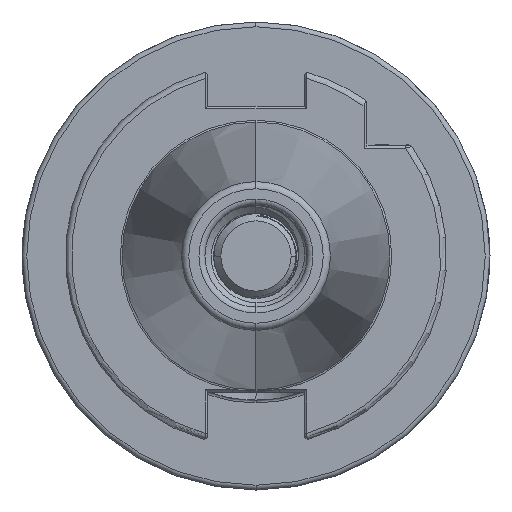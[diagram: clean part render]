
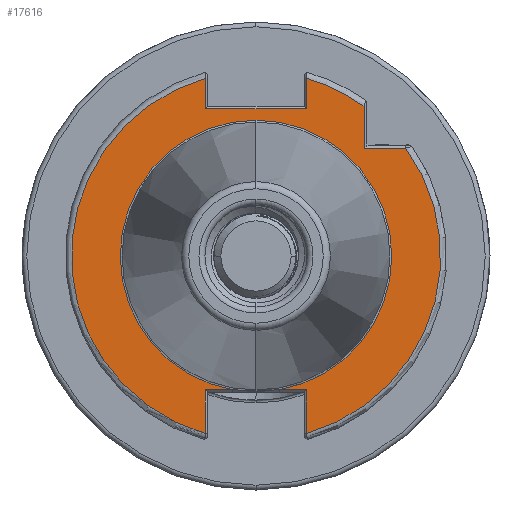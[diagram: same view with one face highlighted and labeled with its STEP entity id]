
A CAD part, left-side view. The second image highlights one B-rep face of the part: STEP entity #17616.
In plain terms, the highlighted planar face has unit normal (-1, 0, 0).
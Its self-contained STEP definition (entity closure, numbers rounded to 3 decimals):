
#872 = FACE_OUTER_BOUND ( 'NONE', #16701, .T. ) ;
#2314 = CARTESIAN_POINT ( 'NONE',  ( 0., 0., 0. ) ) ;
#2315 = DIRECTION ( 'NONE',  ( 1., 0., 0. ) ) ;
#2316 = DIRECTION ( 'NONE',  ( 0., 0., -1. ) ) ;
#3347 = CARTESIAN_POINT ( 'NONE',  ( 0., 0., 22.627 ) ) ;
#3418 = CARTESIAN_POINT ( 'NONE',  ( 0., -3.833, -22.3 ) ) ;
#3673 = CARTESIAN_POINT ( 'NONE',  ( 0., 8.451, -29.592 ) ) ;
#3678 = CARTESIAN_POINT ( 'NONE',  ( 0., -8.335, 29.625 ) ) ;
#3681 = CARTESIAN_POINT ( 'NONE',  ( 0., -24.962, 18. ) ) ;
#3685 = CARTESIAN_POINT ( 'NONE',  ( 0., 8.335, 29.625 ) ) ;
#3687 = CARTESIAN_POINT ( 'NONE',  ( 0., 3.833, -22.3 ) ) ;
#3741 = CARTESIAN_POINT ( 'NONE',  ( 0., 8.335, 24.5 ) ) ;
#3742 = CARTESIAN_POINT ( 'NONE',  ( 0., -18., 24.962 ) ) ;
#3778 = CARTESIAN_POINT ( 'NONE',  ( 0., -18., 18. ) ) ;
#3781 = CARTESIAN_POINT ( 'NONE',  ( 0., -8.451, -22.3 ) ) ;
#3782 = CARTESIAN_POINT ( 'NONE',  ( 0., 8.451, -22.3 ) ) ;
#3790 = CARTESIAN_POINT ( 'NONE',  ( 0., -8.451, -29.592 ) ) ;
#3804 = CARTESIAN_POINT ( 'NONE',  ( 0., -8.335, 24.5 ) ) ;
#9124 = CARTESIAN_POINT ( 'NONE',  ( 0., 8.335, 29.704 ) ) ;
#9154 = DIRECTION ( 'NONE',  ( 0., 0., 1. ) ) ;
#9190 = CARTESIAN_POINT ( 'NONE',  ( 0., -18.5, 18. ) ) ;
#9195 = DIRECTION ( 'NONE',  ( 0., 1., 0. ) ) ;
#9207 = DIRECTION ( 'NONE',  ( 0., 0., -1. ) ) ;
#9214 = CARTESIAN_POINT ( 'NONE',  ( 0., 0., 0. ) ) ;
#9216 = DIRECTION ( 'NONE',  ( -1., 0., 0. ) ) ;
#11563 = CARTESIAN_POINT ( 'NONE',  ( 0., 22.692, 0. ) ) ;
#11567 = DIRECTION ( 'NONE',  ( 0., 0., -1. ) ) ;
#11612 = DIRECTION ( 'NONE',  ( 1., 0., 0. ) ) ;
#11624 = PLANE ( 'NONE',  #15112 ) ;
#14969 = AXIS2_PLACEMENT_3D ( 'NONE', #2314, #2315, #2316 ) ;
#15112 = AXIS2_PLACEMENT_3D ( 'NONE', #11563, #11612, #11567 ) ;
#16333 = CIRCLE ( 'NONE', #14969, 22.627 ) ;
#16701 = EDGE_LOOP ( 'NONE', ( #17220, #17241, #17281, #17185, #17228, #17243, #17170, #17161, #17157, #17257, #17158, #17203, #17255, #17160 ) ) ;
#17157 = ORIENTED_EDGE ( 'NONE', *, *, #28189, .T. ) ;
#17158 = ORIENTED_EDGE ( 'NONE', *, *, #27691, .T. ) ;
#17160 = ORIENTED_EDGE ( 'NONE', *, *, #28201, .T. ) ;
#17161 = ORIENTED_EDGE ( 'NONE', *, *, #28131, .T. ) ;
#17170 = ORIENTED_EDGE ( 'NONE', *, *, #28165, .T. ) ;
#17185 = ORIENTED_EDGE ( 'NONE', *, *, #28114, .T. ) ;
#17203 = ORIENTED_EDGE ( 'NONE', *, *, #28156, .T. ) ;
#17220 = ORIENTED_EDGE ( 'NONE', *, *, #28211, .T. ) ;
#17228 = ORIENTED_EDGE ( 'NONE', *, *, #28126, .T. ) ;
#17241 = ORIENTED_EDGE ( 'NONE', *, *, #28154, .T. ) ;
#17243 = ORIENTED_EDGE ( 'NONE', *, *, #28196, .T. ) ;
#17255 = ORIENTED_EDGE ( 'NONE', *, *, #28116, .T. ) ;
#17257 = ORIENTED_EDGE ( 'NONE', *, *, #28162, .T. ) ;
#17281 = ORIENTED_EDGE ( 'NONE', *, *, #28155, .T. ) ;
#17616 = ADVANCED_FACE ( 'NONE', ( #872 ), #11624, .F. ) ;
#19402 = CARTESIAN_POINT ( 'NONE',  ( 0., 22.692, -22.3 ) ) ;
#19422 = DIRECTION ( 'NONE',  ( 0., -1., 0. ) ) ;
#19468 = DIRECTION ( 'NONE',  ( 0., 0., -1. ) ) ;
#19478 = CARTESIAN_POINT ( 'NONE',  ( 0., -18., 24.594 ) ) ;
#19486 = DIRECTION ( 'NONE',  ( 0., 0., 1. ) ) ;
#19487 = DIRECTION ( 'NONE',  ( 0., -1., 0. ) ) ;
#19493 = DIRECTION ( 'NONE',  ( -1., 0., 0. ) ) ;
#19499 = CARTESIAN_POINT ( 'NONE',  ( 0., 0., 0. ) ) ;
#19509 = CARTESIAN_POINT ( 'NONE',  ( 0., 22.692, -22.3 ) ) ;
#19521 = CARTESIAN_POINT ( 'NONE',  ( 0., 0., 0. ) ) ;
#19530 = DIRECTION ( 'NONE',  ( -1., 0., 0. ) ) ;
#19531 = DIRECTION ( 'NONE',  ( 1., 0., 0. ) ) ;
#19532 = DIRECTION ( 'NONE',  ( 0., 0., -1. ) ) ;
#19535 = DIRECTION ( 'NONE',  ( 0., 0., -1. ) ) ;
#19562 = CARTESIAN_POINT ( 'NONE',  ( 0., 0., 0. ) ) ;
#20159 = DIRECTION ( 'NONE',  ( 0., 0., -1. ) ) ;
#20162 = CARTESIAN_POINT ( 'NONE',  ( 0., -8.451, 0. ) ) ;
#20170 = CARTESIAN_POINT ( 'NONE',  ( 0., -8.335, 25. ) ) ;
#20187 = DIRECTION ( 'NONE',  ( 0., 0., -1. ) ) ;
#20200 = CARTESIAN_POINT ( 'NONE',  ( 0., 8.451, 0. ) ) ;
#20201 = DIRECTION ( 'NONE',  ( 0., 0., 1. ) ) ;
#20228 = CARTESIAN_POINT ( 'NONE',  ( 0., 8.05, 24.5 ) ) ;
#20233 = DIRECTION ( 'NONE',  ( 0., 1., 0. ) ) ;
#20543 = VECTOR ( 'NONE', #19422, 1000. ) ;
#20548 = VECTOR ( 'NONE', #9154, 1000. ) ;
#20552 = LINE ( 'NONE', #19509, #20557 ) ;
#20554 = CIRCLE ( 'NONE', #30829, 30.775 ) ;
#20557 = VECTOR ( 'NONE', #19487, 1000. ) ;
#20559 = CIRCLE ( 'NONE', #30834, 22.627 ) ;
#20567 = CIRCLE ( 'NONE', #30893, 30.775 ) ;
#20570 = VECTOR ( 'NONE', #9195, 1000. ) ;
#20578 = LINE ( 'NONE', #19478, #20588 ) ;
#20582 = LINE ( 'NONE', #9190, #20570 ) ;
#20588 = VECTOR ( 'NONE', #19486, 1000. ) ;
#20592 = CIRCLE ( 'NONE', #30830, 30.775 ) ;
#20594 = LINE ( 'NONE', #19402, #20543 ) ;
#20597 = LINE ( 'NONE', #9124, #20548 ) ;
#21024 = VECTOR ( 'NONE', #20233, 1000. ) ;
#21032 = LINE ( 'NONE', #20162, #21040 ) ;
#21040 = VECTOR ( 'NONE', #20187, 1000. ) ;
#21043 = VECTOR ( 'NONE', #20159, 1000. ) ;
#21049 = LINE ( 'NONE', #20228, #21024 ) ;
#21050 = LINE ( 'NONE', #20200, #21051 ) ;
#21051 = VECTOR ( 'NONE', #20201, 1000. ) ;
#21058 = LINE ( 'NONE', #20170, #21043 ) ;
#24147 = VERTEX_POINT ( 'NONE', #3347 ) ;
#24293 = VERTEX_POINT ( 'NONE', #3418 ) ;
#26107 = VERTEX_POINT ( 'NONE', #3687 ) ;
#26118 = VERTEX_POINT ( 'NONE', #3673 ) ;
#26120 = VERTEX_POINT ( 'NONE', #3681 ) ;
#26138 = VERTEX_POINT ( 'NONE', #3678 ) ;
#26141 = VERTEX_POINT ( 'NONE', #3685 ) ;
#26155 = VERTEX_POINT ( 'NONE', #3782 ) ;
#26169 = VERTEX_POINT ( 'NONE', #3778 ) ;
#26170 = VERTEX_POINT ( 'NONE', #3741 ) ;
#26172 = VERTEX_POINT ( 'NONE', #3742 ) ;
#26178 = VERTEX_POINT ( 'NONE', #3781 ) ;
#26211 = VERTEX_POINT ( 'NONE', #3804 ) ;
#26224 = VERTEX_POINT ( 'NONE', #3790 ) ;
#27691 = EDGE_CURVE ( 'NONE', #24147, #24293, #16333, .T. ) ;
#28114 = EDGE_CURVE ( 'NONE', #26138, #26211, #21058, .T. ) ;
#28116 = EDGE_CURVE ( 'NONE', #26178, #26224, #21032, .T. ) ;
#28126 = EDGE_CURVE ( 'NONE', #26211, #26170, #21049, .T. ) ;
#28131 = EDGE_CURVE ( 'NONE', #26118, #26155, #21050, .T. ) ;
#28154 = EDGE_CURVE ( 'NONE', #26169, #26172, #20578, .T. ) ;
#28155 = EDGE_CURVE ( 'NONE', #26172, #26138, #20554, .T. ) ;
#28156 = EDGE_CURVE ( 'NONE', #24293, #26178, #20552, .T. ) ;
#28162 = EDGE_CURVE ( 'NONE', #26107, #24147, #20559, .T. ) ;
#28165 = EDGE_CURVE ( 'NONE', #26141, #26118, #20592, .T. ) ;
#28189 = EDGE_CURVE ( 'NONE', #26155, #26107, #20594, .T. ) ;
#28196 = EDGE_CURVE ( 'NONE', #26170, #26141, #20597, .T. ) ;
#28201 = EDGE_CURVE ( 'NONE', #26224, #26120, #20567, .T. ) ;
#28211 = EDGE_CURVE ( 'NONE', #26120, #26169, #20582, .T. ) ;
#30829 = AXIS2_PLACEMENT_3D ( 'NONE', #19499, #19493, #19468 ) ;
#30830 = AXIS2_PLACEMENT_3D ( 'NONE', #19521, #19530, #19532 ) ;
#30834 = AXIS2_PLACEMENT_3D ( 'NONE', #19562, #19531, #19535 ) ;
#30893 = AXIS2_PLACEMENT_3D ( 'NONE', #9214, #9216, #9207 ) ;
